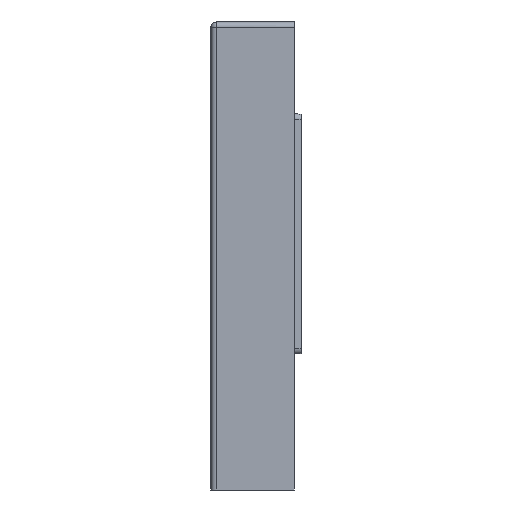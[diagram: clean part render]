
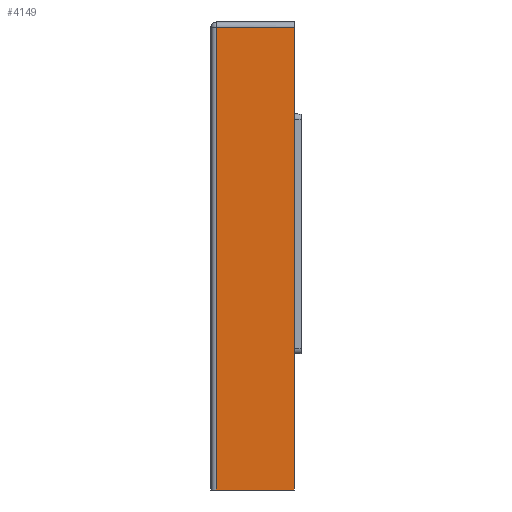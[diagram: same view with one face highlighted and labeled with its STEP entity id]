
A CAD part, left-side view. The second image highlights one B-rep face of the part: STEP entity #4149.
In plain terms, the highlighted planar face has unit normal (-1, 0.018, 0).
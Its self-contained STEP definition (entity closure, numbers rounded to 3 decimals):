
#38 = EDGE_CURVE ( 'NONE', #2846, #4619, #804, .T. ) ;
#107 = EDGE_CURVE ( 'NONE', #5391, #2846, #1701, .T. ) ;
#112 = EDGE_CURVE ( 'NONE', #5364, #5391, #1282, .T. ) ;
#133 = CARTESIAN_POINT ( 'NONE',  ( -248.689, 75.087, 190. ) ) ;
#335 = ORIENTED_EDGE ( 'NONE', *, *, #38, .T. ) ;
#804 = LINE ( 'NONE', #2489, #4783 ) ;
#892 = CARTESIAN_POINT ( 'NONE',  ( -248.604, 80., 190. ) ) ;
#978 = CARTESIAN_POINT ( 'NONE',  ( -250., 0., -435.452 ) ) ;
#1107 = CARTESIAN_POINT ( 'NONE',  ( -250., 0., 190. ) ) ;
#1252 = VECTOR ( 'NONE', #2572, 1000. ) ;
#1282 = LINE ( 'NONE', #2943, #4890 ) ;
#1635 = EDGE_CURVE ( 'NONE', #4619, #5364, #4602, .T. ) ;
#1701 = LINE ( 'NONE', #3345, #4879 ) ;
#1865 = CARTESIAN_POINT ( 'NONE',  ( -248.689, 75.087, -255. ) ) ;
#2023 = ORIENTED_EDGE ( 'NONE', *, *, #1635, .T. ) ;
#2489 = CARTESIAN_POINT ( 'NONE',  ( -250., 0., 0. ) ) ;
#2572 = DIRECTION ( 'NONE',  ( 0.017, 1., 0. ) ) ;
#2655 = DIRECTION ( 'NONE',  ( 1., -0.017, 0. ) ) ;
#2785 = EDGE_LOOP ( 'NONE', ( #335, #2023, #4908, #4773 ) ) ;
#2846 = VERTEX_POINT ( 'NONE', #5353 ) ;
#2943 = CARTESIAN_POINT ( 'NONE',  ( -248.689, 75.087, -255. ) ) ;
#3009 = AXIS2_PLACEMENT_3D ( 'NONE', #978, #2655, #4288 ) ;
#3057 = FACE_OUTER_BOUND ( 'NONE', #2785, .T. ) ;
#3345 = CARTESIAN_POINT ( 'NONE',  ( -250.117, -6.698, -255. ) ) ;
#4123 = DIRECTION ( 'NONE',  ( 0., 0., 1. ) ) ;
#4149 = ADVANCED_FACE ( 'NONE', ( #3057 ), #4679, .F. ) ;
#4288 = DIRECTION ( 'NONE',  ( 0.017, 1., 0. ) ) ;
#4572 = DIRECTION ( 'NONE',  ( 0., 0., -1. ) ) ;
#4602 = LINE ( 'NONE', #892, #1252 ) ;
#4619 = VERTEX_POINT ( 'NONE', #1107 ) ;
#4679 = PLANE ( 'NONE',  #3009 ) ;
#4773 = ORIENTED_EDGE ( 'NONE', *, *, #107, .T. ) ;
#4783 = VECTOR ( 'NONE', #4123, 1000. ) ;
#4879 = VECTOR ( 'NONE', #4994, 1000. ) ;
#4890 = VECTOR ( 'NONE', #4572, 1000. ) ;
#4908 = ORIENTED_EDGE ( 'NONE', *, *, #112, .T. ) ;
#4994 = DIRECTION ( 'NONE',  ( -0.017, -1., 0. ) ) ;
#5353 = CARTESIAN_POINT ( 'NONE',  ( -250., 0., -255. ) ) ;
#5364 = VERTEX_POINT ( 'NONE', #133 ) ;
#5391 = VERTEX_POINT ( 'NONE', #1865 ) ;
